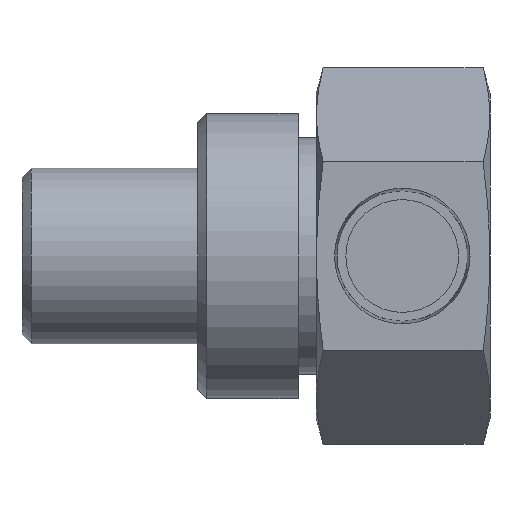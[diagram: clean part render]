
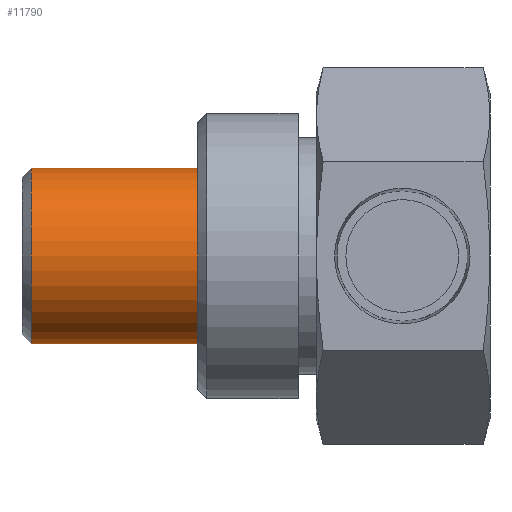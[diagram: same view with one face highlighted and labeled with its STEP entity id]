
A CAD part, left-side view. The second image highlights one B-rep face of the part: STEP entity #11790.
In plain terms, the highlighted cylindrical face has radius 11.113 mm (diameter 22.225 mm), a partial arc.
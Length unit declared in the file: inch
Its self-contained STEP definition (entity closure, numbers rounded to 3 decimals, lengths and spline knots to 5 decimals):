
#1874 = ORIENTED_EDGE ( 'NONE', *, *, #22814, .T. ) ;
#3030 = CARTESIAN_POINT ( 'NONE',  ( 0., 2.2859, -0.4375 ) ) ;
#3122 = AXIS2_PLACEMENT_3D ( 'NONE', #68689, #10162, #42417 ) ;
#7842 = CARTESIAN_POINT ( 'NONE',  ( 0., 1.4559, 0.4375 ) ) ;
#10162 = DIRECTION ( 'NONE',  ( 0., -1., 0. ) ) ;
#10194 = VERTEX_POINT ( 'NONE', #66409 ) ;
#11790 = ADVANCED_FACE ( 'NONE', ( #15583 ), #14585, .T. ) ;
#14585 = CYLINDRICAL_SURFACE ( 'NONE', #23643, 0.4375 ) ;
#14748 = DIRECTION ( 'NONE',  ( 0., 0., 1. ) ) ;
#15583 = FACE_OUTER_BOUND ( 'NONE', #43525, .T. ) ;
#16073 = DIRECTION ( 'NONE',  ( 0., 1., 0. ) ) ;
#16357 = CARTESIAN_POINT ( 'NONE',  ( 0., 1.4559, -0.4375 ) ) ;
#17687 = VERTEX_POINT ( 'NONE', #32279 ) ;
#19157 = EDGE_CURVE ( 'NONE', #61281, #37809, #35910, .T. ) ;
#19646 = CIRCLE ( 'NONE', #3122, 0.4375 ) ;
#20084 = EDGE_CURVE ( 'NONE', #17687, #10194, #23234, .T. ) ;
#22814 = EDGE_CURVE ( 'NONE', #10194, #37809, #19646, .T. ) ;
#23234 = LINE ( 'NONE', #7842, #42597 ) ;
#23643 = AXIS2_PLACEMENT_3D ( 'NONE', #25606, #52436, #14748 ) ;
#23662 = DIRECTION ( 'NONE',  ( 0., 1., 0. ) ) ;
#25606 = CARTESIAN_POINT ( 'NONE',  ( 0., 1.4559, 0. ) ) ;
#30850 = VECTOR ( 'NONE', #16073, 39.37008 ) ;
#32279 = CARTESIAN_POINT ( 'NONE',  ( 0., 1.4559, 0.4375 ) ) ;
#35634 = DIRECTION ( 'NONE',  ( 0., -1., 0. ) ) ;
#35910 = LINE ( 'NONE', #59440, #30850 ) ;
#37809 = VERTEX_POINT ( 'NONE', #3030 ) ;
#38104 = CIRCLE ( 'NONE', #56804, 0.4375 ) ;
#42417 = DIRECTION ( 'NONE',  ( 0.422, 0., -0.907 ) ) ;
#42597 = VECTOR ( 'NONE', #23662, 39.37008 ) ;
#43525 = EDGE_LOOP ( 'NONE', ( #50589, #68174, #52084, #1874 ) ) ;
#50589 = ORIENTED_EDGE ( 'NONE', *, *, #19157, .F. ) ;
#52084 = ORIENTED_EDGE ( 'NONE', *, *, #20084, .T. ) ;
#52436 = DIRECTION ( 'NONE',  ( 0., 1., 0. ) ) ;
#56804 = AXIS2_PLACEMENT_3D ( 'NONE', #62593, #35634, #67568 ) ;
#59440 = CARTESIAN_POINT ( 'NONE',  ( 0., 1.4559, -0.4375 ) ) ;
#61281 = VERTEX_POINT ( 'NONE', #16357 ) ;
#62593 = CARTESIAN_POINT ( 'NONE',  ( 0., 1.4559, 0. ) ) ;
#65213 = EDGE_CURVE ( 'NONE', #17687, #61281, #38104, .T. ) ;
#66409 = CARTESIAN_POINT ( 'NONE',  ( 0., 2.2859, 0.4375 ) ) ;
#67568 = DIRECTION ( 'NONE',  ( 0., 0., 1. ) ) ;
#68174 = ORIENTED_EDGE ( 'NONE', *, *, #65213, .F. ) ;
#68689 = CARTESIAN_POINT ( 'NONE',  ( 0., 2.2859, 0. ) ) ;
